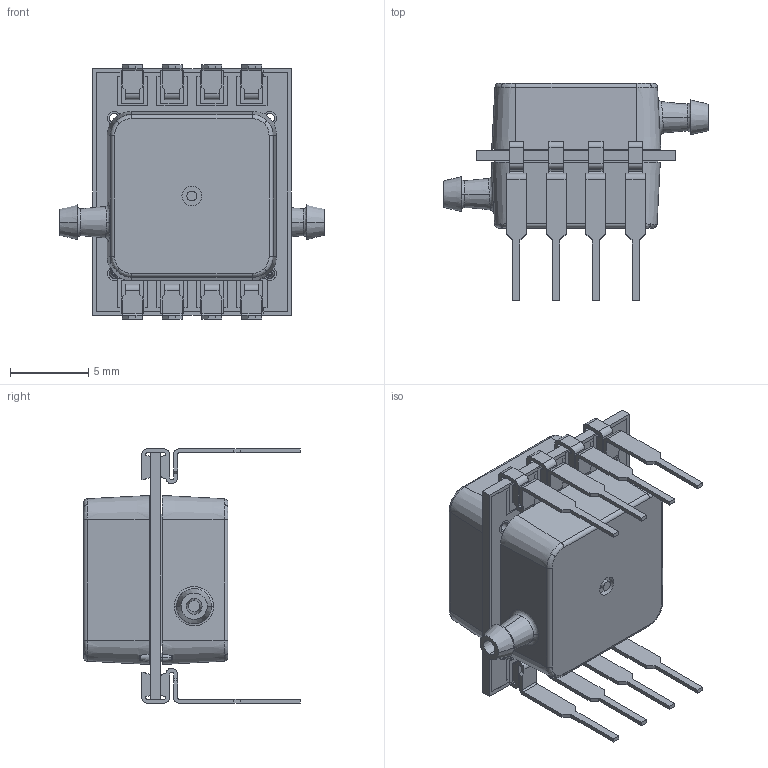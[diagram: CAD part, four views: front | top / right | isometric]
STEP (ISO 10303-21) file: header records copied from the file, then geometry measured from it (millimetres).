
FILE_DESCRIPTION (( 'STEP AP203' ), '1' );
FILE_NAME ('E2BD.STEP', '2021-02-10T19:36:40', ( '' ), ( '' ), 'SwSTEP 2.0', 'SolidWorks 2010', '' );
FILE_SCHEMA (( 'CONFIG_CONTROL_DESIGN' ));
Length unit declared in the file: inch
Products named in the file (4): E2BD; AS01-06-014_DIP .200S for E series; Ceramic-Blank E series; AS01-01-020 for E series
Assembly tree (11 placements, depth 2):
  E2BD
    AS01-06-014_DIP .200S for E series  x8
    Ceramic-Blank E series
    AS01-01-020 for E series  x2
Bounding box: 16.92 x 13.85 x 16.25 mm (x, y, z)
Volume: 1115.2 mm3; surface area: 2362.4 mm2
Topology: 29 solids, 29 shells, 785 faces, 2107 edges, 1392 vertices
Faces by surface type: plane 557, cylinder 158, cone 36, bspline 34
Entity records: 14971 total; most frequent: CARTESIAN_POINT 4730, ORIENTED_EDGE 2032, DIRECTION 1870, EDGE_CURVE 1016, VECTOR 826, LINE 826, VERTEX_POINT 671, AXIS2_PLACEMENT_3D 522
